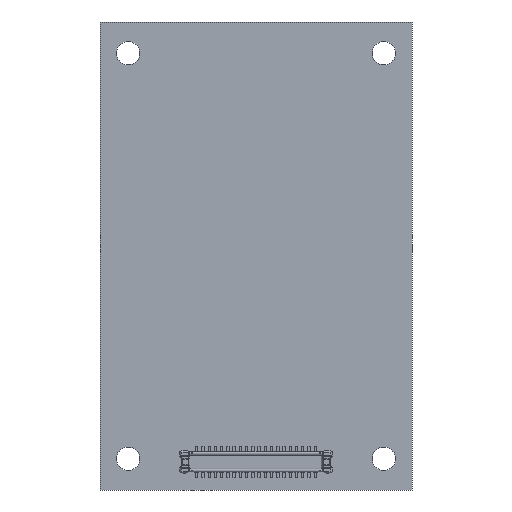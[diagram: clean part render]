
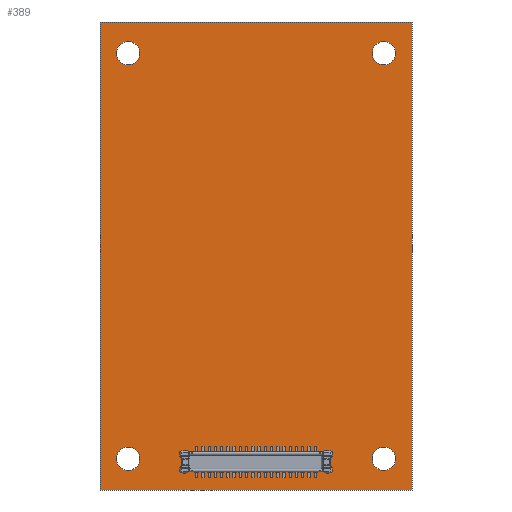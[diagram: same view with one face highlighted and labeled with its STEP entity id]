
A CAD part, front view. The second image highlights one B-rep face of the part: STEP entity #389.
In plain terms, the highlighted planar face has unit normal (0, -1, 0).
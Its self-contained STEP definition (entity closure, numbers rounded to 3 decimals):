
#34=DIRECTION('',(1.,0.,0.));
#35=VECTOR('',#34,20.);
#36=CARTESIAN_POINT('',(0.,0.,0.));
#37=LINE('',#36,#35);
#41=DIRECTION('',(0.,0.,-1.));
#42=VECTOR('',#41,30.);
#43=CARTESIAN_POINT('',(20.,0.,0.));
#44=LINE('',#43,#42);
#48=DIRECTION('',(-1.,0.,0.));
#49=VECTOR('',#48,20.);
#50=CARTESIAN_POINT('',(20.,0.,-30.));
#51=LINE('',#50,#49);
#55=DIRECTION('',(0.,0.,1.));
#56=VECTOR('',#55,30.);
#57=CARTESIAN_POINT('',(0.,0.,-30.));
#58=LINE('',#57,#56);
#62=CARTESIAN_POINT('',(1.8,0.,-28.));
#63=DIRECTION('',(0.,1.,0.));
#64=DIRECTION('',(1.,0.,0.));
#65=AXIS2_PLACEMENT_3D('',#62,#63,#64);
#70=CARTESIAN_POINT('',(1.8,0.,-28.));
#71=DIRECTION('',(0.,1.,0.));
#72=DIRECTION('',(-1.,0.,0.));
#73=AXIS2_PLACEMENT_3D('',#70,#71,#72);
#78=CARTESIAN_POINT('',(18.2,0.,-28.));
#79=DIRECTION('',(0.,1.,0.));
#80=DIRECTION('',(1.,0.,0.));
#81=AXIS2_PLACEMENT_3D('',#78,#79,#80);
#86=CARTESIAN_POINT('',(18.2,0.,-28.));
#87=DIRECTION('',(0.,1.,0.));
#88=DIRECTION('',(-1.,0.,0.));
#89=AXIS2_PLACEMENT_3D('',#86,#87,#88);
#94=CARTESIAN_POINT('',(1.8,0.,-2.));
#95=DIRECTION('',(0.,1.,0.));
#96=DIRECTION('',(1.,0.,0.));
#97=AXIS2_PLACEMENT_3D('',#94,#95,#96);
#102=CARTESIAN_POINT('',(1.8,0.,-2.));
#103=DIRECTION('',(0.,1.,0.));
#104=DIRECTION('',(-1.,0.,0.));
#105=AXIS2_PLACEMENT_3D('',#102,#103,#104);
#110=CARTESIAN_POINT('',(18.2,0.,-2.));
#111=DIRECTION('',(0.,1.,0.));
#112=DIRECTION('',(1.,0.,0.));
#113=AXIS2_PLACEMENT_3D('',#110,#111,#112);
#118=CARTESIAN_POINT('',(18.2,0.,-2.));
#119=DIRECTION('',(0.,1.,0.));
#120=DIRECTION('',(-1.,0.,0.));
#121=AXIS2_PLACEMENT_3D('',#118,#119,#120);
#302=CARTESIAN_POINT('',(0.,0.,0.));
#303=CARTESIAN_POINT('',(20.,0.,0.));
#304=VERTEX_POINT('',#302);
#305=VERTEX_POINT('',#303);
#306=CARTESIAN_POINT('',(20.,0.,-30.));
#307=VERTEX_POINT('',#306);
#308=CARTESIAN_POINT('',(0.,0.,-30.));
#309=VERTEX_POINT('',#308);
#318=CARTESIAN_POINT('',(2.55,0.,-28.));
#319=CARTESIAN_POINT('',(1.05,0.,-28.));
#320=VERTEX_POINT('',#318);
#321=VERTEX_POINT('',#319);
#326=CARTESIAN_POINT('',(18.95,0.,-28.));
#327=CARTESIAN_POINT('',(17.45,0.,-28.));
#328=VERTEX_POINT('',#326);
#329=VERTEX_POINT('',#327);
#334=CARTESIAN_POINT('',(2.55,0.,-2.));
#335=CARTESIAN_POINT('',(1.05,0.,-2.));
#336=VERTEX_POINT('',#334);
#337=VERTEX_POINT('',#335);
#338=CARTESIAN_POINT('',(18.95,0.,-2.));
#339=CARTESIAN_POINT('',(17.45,0.,-2.));
#340=VERTEX_POINT('',#338);
#341=VERTEX_POINT('',#339);
#350=CARTESIAN_POINT('',(0.,0.,0.));
#351=DIRECTION('',(0.,1.,0.));
#352=DIRECTION('',(1.,0.,0.));
#353=AXIS2_PLACEMENT_3D('',#350,#351,#352);
#354=PLANE('',#353);
#356=ORIENTED_EDGE('',*,*,#355,.T.);
#358=ORIENTED_EDGE('',*,*,#357,.T.);
#360=ORIENTED_EDGE('',*,*,#359,.T.);
#362=ORIENTED_EDGE('',*,*,#361,.T.);
#363=EDGE_LOOP('',(#356,#358,#360,#362));
#364=FACE_OUTER_BOUND('',#363,.F.);
#366=ORIENTED_EDGE('',*,*,#365,.F.);
#368=ORIENTED_EDGE('',*,*,#367,.F.);
#369=EDGE_LOOP('',(#366,#368));
#370=FACE_BOUND('',#369,.F.);
#372=ORIENTED_EDGE('',*,*,#371,.F.);
#374=ORIENTED_EDGE('',*,*,#373,.F.);
#375=EDGE_LOOP('',(#372,#374));
#376=FACE_BOUND('',#375,.F.);
#378=ORIENTED_EDGE('',*,*,#377,.F.);
#380=ORIENTED_EDGE('',*,*,#379,.F.);
#381=EDGE_LOOP('',(#378,#380));
#382=FACE_BOUND('',#381,.F.);
#384=ORIENTED_EDGE('',*,*,#383,.F.);
#386=ORIENTED_EDGE('',*,*,#385,.F.);
#387=EDGE_LOOP('',(#384,#386));
#388=FACE_BOUND('',#387,.F.);
#66=CIRCLE('',#65,0.75);
#74=CIRCLE('',#73,0.75);
#82=CIRCLE('',#81,0.75);
#90=CIRCLE('',#89,0.75);
#98=CIRCLE('',#97,0.75);
#106=CIRCLE('',#105,0.75);
#114=CIRCLE('',#113,0.75);
#122=CIRCLE('',#121,0.75);
#355=EDGE_CURVE('',#304,#305,#37,.T.);
#357=EDGE_CURVE('',#305,#307,#44,.T.);
#359=EDGE_CURVE('',#307,#309,#51,.T.);
#361=EDGE_CURVE('',#309,#304,#58,.T.);
#365=EDGE_CURVE('',#320,#321,#66,.T.);
#367=EDGE_CURVE('',#321,#320,#74,.T.);
#371=EDGE_CURVE('',#328,#329,#82,.T.);
#373=EDGE_CURVE('',#329,#328,#90,.T.);
#377=EDGE_CURVE('',#336,#337,#98,.T.);
#379=EDGE_CURVE('',#337,#336,#106,.T.);
#383=EDGE_CURVE('',#340,#341,#114,.T.);
#385=EDGE_CURVE('',#341,#340,#122,.T.);
#389=ADVANCED_FACE('',(#364,#370,#376,#382,#388),#354,.F.);
